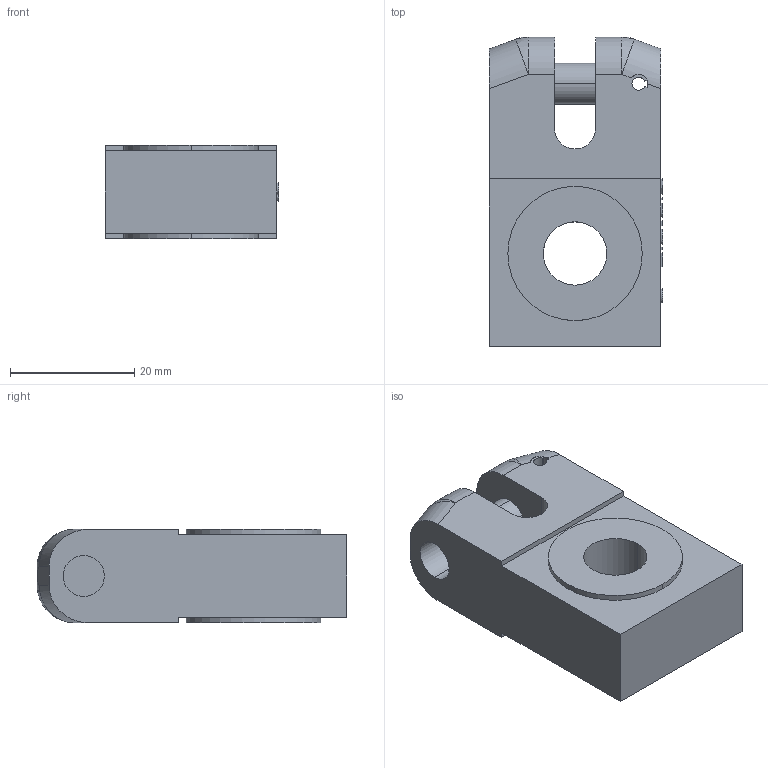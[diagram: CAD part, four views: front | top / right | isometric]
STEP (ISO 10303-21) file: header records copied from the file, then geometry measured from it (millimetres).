
FILE_DESCRIPTION((''),'2;1');
FILE_NAME('3VGIL-6','2005-01-18T',('jakubetz'),(''),'PRO/ENGINEER BY PARAMETRIC TECHNOLOGY CORPORATION, 2001400','PRO/ENGINEER BY PARAMETRIC TECHNOLOGY CORPORATION, 2001400','');
FILE_SCHEMA(('CONFIG_CONTROL_DESIGN'));
Length unit declared in the file: millimetre
Products named in the file (1): 3VGIL-6
Bounding box: 27.9 x 49.8 x 15 mm (x, y, z)
Volume: 16294.4 mm3; surface area: 5936.3 mm2
Topology: 1 solids, 1 shells, 222 faces, 618 edges, 406 vertices
Faces by surface type: plane 185, cylinder 29, sphere 4, bspline 4
Entity records: 7313 total; most frequent: CARTESIAN_POINT 1581, ORIENTED_EDGE 1236, DIRECTION 1076, EDGE_CURVE 618, VECTOR 540, LINE 540, VERTEX_POINT 406, AXIS2_PLACEMENT_3D 268
